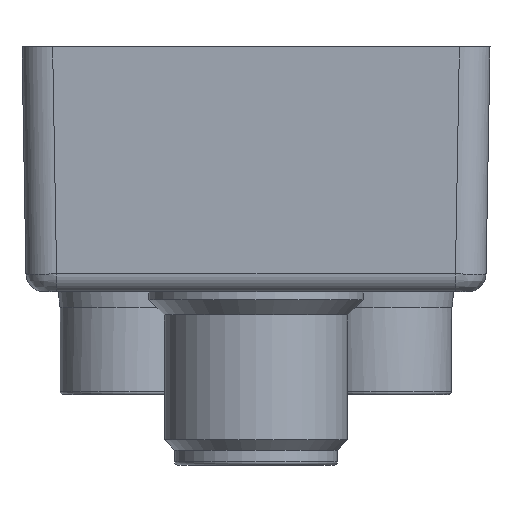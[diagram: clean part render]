
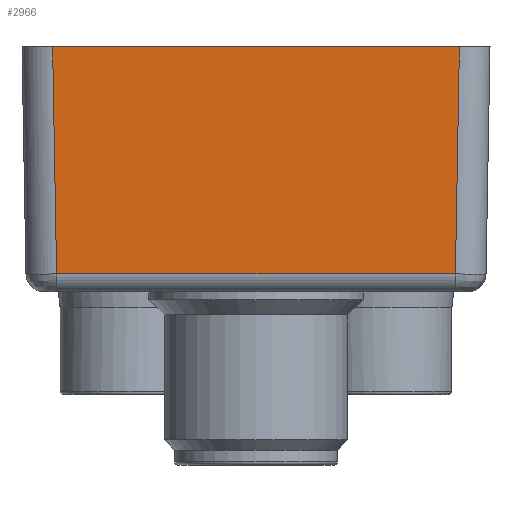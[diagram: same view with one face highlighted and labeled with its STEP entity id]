
A CAD part, front view. The second image highlights one B-rep face of the part: STEP entity #2966.
In plain terms, the highlighted planar face has unit normal (0, -1, -0.018).
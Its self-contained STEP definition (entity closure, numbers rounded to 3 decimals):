
#301=FACE_OUTER_BOUND('',#4448,.T.);
#1206=LINE('',#21327,#1880);
#1207=LINE('',#21330,#1881);
#1208=LINE('',#21332,#1882);
#1209=LINE('',#21334,#1883);
#1880=VECTOR('',#13757,1.);
#1881=VECTOR('',#13758,1.);
#1882=VECTOR('',#13759,1.);
#1883=VECTOR('',#13760,1.);
#2966=ADVANCED_FACE('',(#301),#3733,.F.);
#3733=PLANE('',#12011);
#4448=EDGE_LOOP('',(#5673,#5674,#5675,#5676));
#5673=ORIENTED_EDGE('',*,*,#9901,.T.);
#5674=ORIENTED_EDGE('',*,*,#9902,.T.);
#5675=ORIENTED_EDGE('',*,*,#9903,.T.);
#5676=ORIENTED_EDGE('',*,*,#9904,.T.);
#8860=VERTEX_POINT('',#21328);
#8861=VERTEX_POINT('',#21329);
#8862=VERTEX_POINT('',#21331);
#8863=VERTEX_POINT('',#21333);
#9901=EDGE_CURVE('',#8860,#8861,#1206,.T.);
#9902=EDGE_CURVE('',#8861,#8862,#1207,.T.);
#9903=EDGE_CURVE('',#8862,#8863,#1208,.T.);
#9904=EDGE_CURVE('',#8863,#8860,#1209,.T.);
#12011=AXIS2_PLACEMENT_3D('',#21335,#13761,#13762);
#13757=DIRECTION('',(1.,0.,0.));
#13758=DIRECTION('',(0.017,-0.017,1.));
#13759=DIRECTION('',(-1.,0.,0.));
#13760=DIRECTION('',(0.017,0.017,-1.));
#13761=DIRECTION('',(0.,1.,0.017));
#13762=DIRECTION('',(0.,0.017,-1.));
#21327=CARTESIAN_POINT('',(0.,2.38,1.179));
#21328=CARTESIAN_POINT('',(-28.021,2.38,1.179));
#21329=CARTESIAN_POINT('',(-1.979,2.38,1.179));
#21330=CARTESIAN_POINT('',(-1.998,2.399,0.077));
#21331=CARTESIAN_POINT('',(-1.72,2.121,16.));
#21332=CARTESIAN_POINT('',(0.,2.121,16.));
#21333=CARTESIAN_POINT('',(-28.28,2.121,16.));
#21334=CARTESIAN_POINT('',(-27.993,2.408,-0.447));
#21335=CARTESIAN_POINT('',(0.,2.4,0.042));
